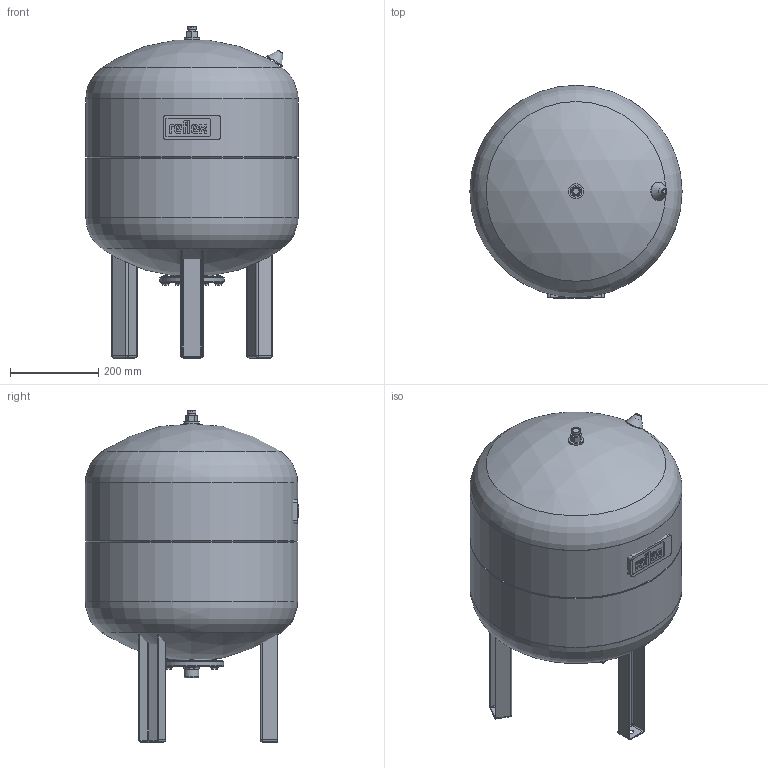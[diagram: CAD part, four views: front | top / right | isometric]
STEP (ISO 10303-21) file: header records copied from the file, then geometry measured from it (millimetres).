
FILE_DESCRIPTION(/* description */ (''),/* implementation_level */ '2;1');
FILE_NAME(/* name */ '3d_RefixDE80_10bar-7306500.stp',/* time_stamp */ '2023-06-19T14:25:41+02:00',/* author */ ('Andrzej'),/* organization */ (''),/* preprocessor_version */ 'ST-DEVELOPER v16.13',/* originating_system */ 'AutoCAD Mechanical',/* authorisation */ '');
FILE_SCHEMA (('AUTOMOTIVE_DESIGN { 1 0 10303 214 3 1 1 }'));
Length unit declared in the file: millimetre
Products named in the file (1): Product
Bounding box: 480 x 482.27 x 751 mm (x, y, z)
Volume: 81071571.1 mm3; surface area: 1998071.4 mm2
Topology: 19 solids, 19 shells, 488 faces, 1101 edges, 700 vertices
Faces by surface type: plane 244, cylinder 186, torus 32, sphere 14, cone 12
Full cylindrical faces by diameter (mm): 5 x4, 6 x1, 8 x12, 9 x13, 11 x6, 11.6 x6, 13 x3, 14.1 x1, 16 x9, 17.1 x1, 20 x2, 29.7 x1, 33.7 x1, 34 x1, 91.732 x1, 140 x1, 480 x4
Entity records: 13013 total; most frequent: DIRECTION 2380, CARTESIAN_POINT 2149, ORIENTED_EDGE 1950, EDGE_CURVE 975, AXIS2_PLACEMENT_3D 916, VERTEX_POINT 685, EDGE_LOOP 674, LINE 548
